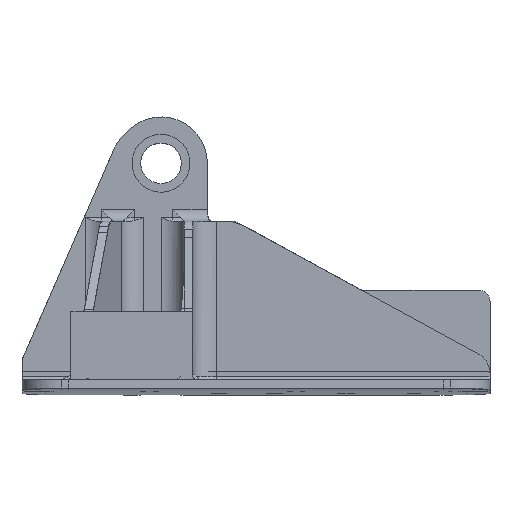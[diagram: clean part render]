
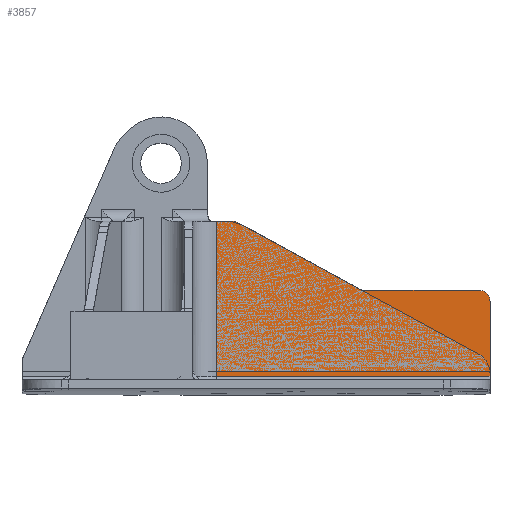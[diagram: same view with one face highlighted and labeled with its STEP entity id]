
A CAD part, top view. The second image highlights one B-rep face of the part: STEP entity #3857.
In plain terms, the highlighted planar face has unit normal (0, 0, 1).
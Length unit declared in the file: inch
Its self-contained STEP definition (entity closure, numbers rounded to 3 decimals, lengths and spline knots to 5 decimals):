
#38=DIRECTION('',(0.,-1.,0.));
#39=VECTOR('',#38,1.60556);
#40=CARTESIAN_POINT('',(-1.0278,2.01001,-1.67435));
#41=LINE('',#40,#39);
#42=CARTESIAN_POINT('',(-1.2778,2.01001,-1.67435));
#43=DIRECTION('',(0.,0.,1.));
#44=DIRECTION('',(1.,0.,0.));
#45=AXIS2_PLACEMENT_3D('',#42,#43,#44);
#47=DIRECTION('',(1.,0.,0.));
#48=VECTOR('',#47,5.9125);
#49=CARTESIAN_POINT('',(-6.9403,0.40446,-1.67435));
#50=LINE('',#49,#48);
#51=DIRECTION('',(0.,1.,0.));
#52=VECTOR('',#51,3.34554);
#53=CARTESIAN_POINT('',(-6.9403,0.40446,-1.67435));
#54=LINE('',#53,#52);
#55=CARTESIAN_POINT('',(-6.59155,3.5,-1.67435));
#56=DIRECTION('',(0.,0.,1.));
#57=DIRECTION('',(0.479,0.878,0.));
#58=AXIS2_PLACEMENT_3D('',#55,#56,#57);
#60=DIRECTION('',(-0.878,0.479,0.));
#61=VECTOR('',#60,3.02743);
#62=CARTESIAN_POINT('',(-3.81407,2.26978,-1.67435));
#63=LINE('',#62,#61);
#64=DIRECTION('',(-1.,0.,0.));
#65=VECTOR('',#64,2.49796);
#66=CARTESIAN_POINT('',(-1.2778,2.26001,-1.67435));
#67=LINE('',#66,#65);
#925=DIRECTION('',(-1.,0.,0.));
#926=VECTOR('',#925,0.34875);
#927=CARTESIAN_POINT('',(-6.59155,3.75,-1.67435));
#928=LINE('',#927,#926);
#3081=CARTESIAN_POINT('',(-3.77576,2.34001,
-1.67435));
#3082=DIRECTION('',(0.,0.,-1.));
#3083=DIRECTION('',(0.,-1.,0.));
#3084=AXIS2_PLACEMENT_3D('',#3081,#3082,#3083);
#3219=CARTESIAN_POINT('',(-3.77576,2.26001,
-1.67435));
#3221=VERTEX_POINT('',#3219);
#3223=CARTESIAN_POINT('',(-3.81407,2.26978,
-1.67435));
#3225=VERTEX_POINT('',#3223);
#3491=CARTESIAN_POINT('',(-6.9403,0.40446,
-1.67435));
#3492=CARTESIAN_POINT('',(-1.0278,0.40446,
-1.67435));
#3493=VERTEX_POINT('',#3491);
#3494=VERTEX_POINT('',#3492);
#3503=CARTESIAN_POINT('',(-6.9403,3.75,
-1.67435));
#3504=VERTEX_POINT('',#3503);
#3575=CARTESIAN_POINT('',(-1.0278,2.01001,
-1.67435));
#3576=CARTESIAN_POINT('',(-1.2778,2.26001,
-1.67435));
#3577=VERTEX_POINT('',#3575);
#3578=VERTEX_POINT('',#3576);
#3627=CARTESIAN_POINT('',(-6.47183,3.71947,
-1.67435));
#3628=CARTESIAN_POINT('',(-6.59155,3.75,
-1.67435));
#3629=VERTEX_POINT('',#3627);
#3630=VERTEX_POINT('',#3628);
#3834=CARTESIAN_POINT('',(-7.4403,6.41,
-1.67435));
#3835=DIRECTION('',(0.,0.,1.));
#3836=DIRECTION('',(1.,0.,0.));
#3837=AXIS2_PLACEMENT_3D('',#3834,#3835,#3836);
#3838=PLANE('',#3837);
#3839=ORIENTED_EDGE('',*,*,#3824,.F.);
#3840=ORIENTED_EDGE('',*,*,#3814,.T.);
#3842=ORIENTED_EDGE('',*,*,#3841,.F.);
#3844=ORIENTED_EDGE('',*,*,#3843,.T.);
#3846=ORIENTED_EDGE('',*,*,#3845,.F.);
#3848=ORIENTED_EDGE('',*,*,#3847,.F.);
#3850=ORIENTED_EDGE('',*,*,#3849,.F.);
#3852=ORIENTED_EDGE('',*,*,#3851,.F.);
#3854=ORIENTED_EDGE('',*,*,#3853,.F.);
#3855=EDGE_LOOP('',(#3839,#3840,#3842,#3844,#3846,#3848,#3850,#3852,#3854));
#3856=FACE_OUTER_BOUND('',#3855,.F.);
#3857=ADVANCED_FACE('',(#3856),#3838,.T.);
#46=CIRCLE('',#45,0.25);
#59=CIRCLE('',#58,0.25);
#3085=CIRCLE('',#3084,0.08);
#3814=EDGE_CURVE('',#3577,#3494,#41,.T.);
#3824=EDGE_CURVE('',#3577,#3578,#46,.T.);
#3841=EDGE_CURVE('',#3493,#3494,#50,.T.);
#3843=EDGE_CURVE('',#3493,#3504,#54,.T.);
#3845=EDGE_CURVE('',#3630,#3504,#928,.T.);
#3847=EDGE_CURVE('',#3629,#3630,#59,.T.);
#3849=EDGE_CURVE('',#3225,#3629,#63,.T.);
#3851=EDGE_CURVE('',#3221,#3225,#3085,.T.);
#3853=EDGE_CURVE('',#3578,#3221,#67,.T.);
